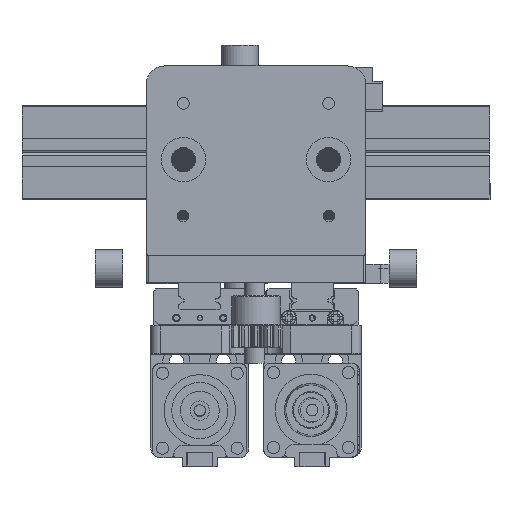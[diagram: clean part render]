
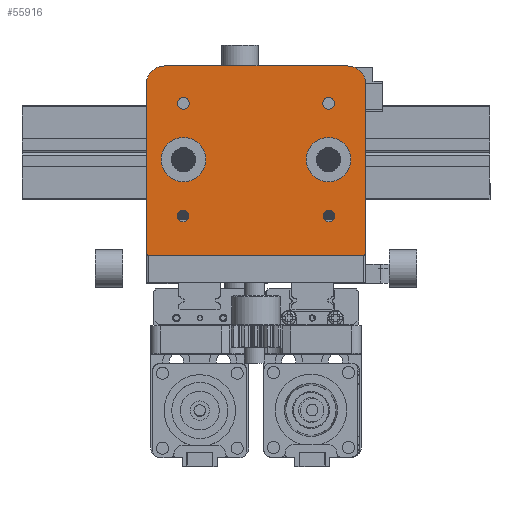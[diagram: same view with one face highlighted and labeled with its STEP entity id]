
A CAD part, top view. The second image highlights one B-rep face of the part: STEP entity #55916.
In plain terms, the highlighted planar face has unit normal (0, 0, 1).
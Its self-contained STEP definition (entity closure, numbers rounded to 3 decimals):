
#3302=FACE_BOUND('',#9559,.T.);
#3303=FACE_BOUND('',#9560,.T.);
#3304=FACE_BOUND('',#9561,.T.);
#3305=FACE_BOUND('',#9562,.T.);
#3306=FACE_BOUND('',#9563,.T.);
#3307=FACE_BOUND('',#9564,.T.);
#4011=PLANE('',#59467);
#6389=FACE_OUTER_BOUND('',#9558,.T.);
#9558=EDGE_LOOP('',(#42471,#42472,#42473,#42474,#42475,#42476,#42477,#42478));
#9559=EDGE_LOOP('',(#42479));
#9560=EDGE_LOOP('',(#42480));
#9561=EDGE_LOOP('',(#42481));
#9562=EDGE_LOOP('',(#42482));
#9563=EDGE_LOOP('',(#42483));
#9564=EDGE_LOOP('',(#42484));
#13459=LINE('',#83501,#19497);
#13462=LINE('',#83507,#19500);
#13463=LINE('',#83511,#19501);
#13464=LINE('',#83515,#19502);
#19497=VECTOR('',#65911,10.);
#19500=VECTOR('',#65916,10.);
#19501=VECTOR('',#65919,10.);
#19502=VECTOR('',#65922,10.);
#24550=CIRCLE('',#59464,0.5);
#24552=CIRCLE('',#59468,0.5);
#24553=CIRCLE('',#59469,4.);
#24554=CIRCLE('',#59470,4.);
#24555=CIRCLE('',#59471,4.75);
#24556=CIRCLE('',#59472,4.75);
#24557=CIRCLE('',#59473,1.25);
#24558=CIRCLE('',#59474,1.25);
#24559=CIRCLE('',#59475,1.25);
#24560=CIRCLE('',#59476,1.25);
#26841=VERTEX_POINT('',#83491);
#26842=VERTEX_POINT('',#83492);
#26845=VERTEX_POINT('',#83500);
#26847=VERTEX_POINT('',#83506);
#26848=VERTEX_POINT('',#83508);
#26849=VERTEX_POINT('',#83510);
#26850=VERTEX_POINT('',#83512);
#26851=VERTEX_POINT('',#83514);
#26852=VERTEX_POINT('',#83517);
#26853=VERTEX_POINT('',#83519);
#26854=VERTEX_POINT('',#83521);
#26855=VERTEX_POINT('',#83523);
#26856=VERTEX_POINT('',#83525);
#26857=VERTEX_POINT('',#83527);
#32714=EDGE_CURVE('',#26841,#26842,#24550,.T.);
#32718=EDGE_CURVE('',#26845,#26842,#13459,.T.);
#32721=EDGE_CURVE('',#26841,#26847,#13462,.T.);
#32722=EDGE_CURVE('',#26848,#26847,#24552,.T.);
#32723=EDGE_CURVE('',#26848,#26849,#13463,.T.);
#32724=EDGE_CURVE('',#26850,#26849,#24553,.T.);
#32725=EDGE_CURVE('',#26850,#26851,#13464,.T.);
#32726=EDGE_CURVE('',#26845,#26851,#24554,.T.);
#32727=EDGE_CURVE('',#26852,#26852,#24555,.T.);
#32728=EDGE_CURVE('',#26853,#26853,#24556,.T.);
#32729=EDGE_CURVE('',#26854,#26854,#24557,.T.);
#32730=EDGE_CURVE('',#26855,#26855,#24558,.T.);
#32731=EDGE_CURVE('',#26856,#26856,#24559,.T.);
#32732=EDGE_CURVE('',#26857,#26857,#24560,.T.);
#42471=ORIENTED_EDGE('',*,*,#32714,.F.);
#42472=ORIENTED_EDGE('',*,*,#32721,.T.);
#42473=ORIENTED_EDGE('',*,*,#32722,.F.);
#42474=ORIENTED_EDGE('',*,*,#32723,.T.);
#42475=ORIENTED_EDGE('',*,*,#32724,.F.);
#42476=ORIENTED_EDGE('',*,*,#32725,.T.);
#42477=ORIENTED_EDGE('',*,*,#32726,.F.);
#42478=ORIENTED_EDGE('',*,*,#32718,.T.);
#42479=ORIENTED_EDGE('',*,*,#32727,.T.);
#42480=ORIENTED_EDGE('',*,*,#32728,.T.);
#42481=ORIENTED_EDGE('',*,*,#32729,.T.);
#42482=ORIENTED_EDGE('',*,*,#32730,.T.);
#42483=ORIENTED_EDGE('',*,*,#32731,.T.);
#42484=ORIENTED_EDGE('',*,*,#32732,.T.);
#55916=ADVANCED_FACE('',(#6389,#3302,#3303,#3304,#3305,#3306,#3307),#4011,
 .T.);
#59464=AXIS2_PLACEMENT_3D('',#83493,#65903,#65904);
#59467=AXIS2_PLACEMENT_3D('',#83505,#65914,#65915);
#59468=AXIS2_PLACEMENT_3D('',#83509,#65917,#65918);
#59469=AXIS2_PLACEMENT_3D('',#83513,#65920,#65921);
#59470=AXIS2_PLACEMENT_3D('',#83516,#65923,#65924);
#59471=AXIS2_PLACEMENT_3D('',#83518,#65925,#65926);
#59472=AXIS2_PLACEMENT_3D('',#83520,#65927,#65928);
#59473=AXIS2_PLACEMENT_3D('',#83522,#65929,#65930);
#59474=AXIS2_PLACEMENT_3D('',#83524,#65931,#65932);
#59475=AXIS2_PLACEMENT_3D('',#83526,#65933,#65934);
#59476=AXIS2_PLACEMENT_3D('',#83528,#65935,#65936);
#65903=DIRECTION('center_axis',(0.,0.,-1.));
#65904=DIRECTION('ref_axis',(-0.707,-0.707,0.));
#65911=DIRECTION('',(0.,-1.,0.));
#65914=DIRECTION('center_axis',(0.,0.,1.));
#65915=DIRECTION('ref_axis',(1.,0.,0.));
#65916=DIRECTION('',(1.,0.,0.));
#65917=DIRECTION('center_axis',(0.,0.,-1.));
#65918=DIRECTION('ref_axis',(0.707,-0.707,0.));
#65919=DIRECTION('',(0.,1.,0.));
#65920=DIRECTION('center_axis',(0.,0.,-1.));
#65921=DIRECTION('ref_axis',(0.707,0.707,0.));
#65922=DIRECTION('',(-1.,0.,0.));
#65923=DIRECTION('center_axis',(0.,0.,-1.));
#65924=DIRECTION('ref_axis',(-0.707,0.707,0.));
#65925=DIRECTION('center_axis',(0.,0.,-1.));
#65926=DIRECTION('ref_axis',(-1.,0.,0.));
#65927=DIRECTION('center_axis',(0.,0.,-1.));
#65928=DIRECTION('ref_axis',(-1.,0.,0.));
#65929=DIRECTION('center_axis',(0.,0.,-1.));
#65930=DIRECTION('ref_axis',(-1.,0.,0.));
#65931=DIRECTION('center_axis',(0.,0.,-1.));
#65932=DIRECTION('ref_axis',(-1.,0.,0.));
#65933=DIRECTION('center_axis',(0.,0.,-1.));
#65934=DIRECTION('ref_axis',(-1.,0.,0.));
#65935=DIRECTION('center_axis',(0.,0.,-1.));
#65936=DIRECTION('ref_axis',(-1.,0.,0.));
#83491=CARTESIAN_POINT('',(-22.988,5.87,59.62));
#83492=CARTESIAN_POINT('',(-23.488,6.37,59.62));
#83493=CARTESIAN_POINT('Origin',(-22.988,6.37,59.62));
#83500=CARTESIAN_POINT('',(-23.488,42.31,59.62));
#83501=CARTESIAN_POINT('',(-23.488,46.31,59.62));
#83505=CARTESIAN_POINT('Origin',(0.006,26.09,59.62));
#83506=CARTESIAN_POINT('',(23.,5.87,59.62));
#83507=CARTESIAN_POINT('',(-23.488,5.87,59.62));
#83508=CARTESIAN_POINT('',(23.5,6.37,59.62));
#83509=CARTESIAN_POINT('Origin',(23.,6.37,59.62));
#83510=CARTESIAN_POINT('',(23.5,42.31,59.62));
#83511=CARTESIAN_POINT('',(23.5,5.87,59.62));
#83512=CARTESIAN_POINT('',(19.5,46.31,59.62));
#83513=CARTESIAN_POINT('Origin',(19.5,42.31,59.62));
#83514=CARTESIAN_POINT('',(-19.488,46.31,59.62));
#83515=CARTESIAN_POINT('',(23.5,46.31,59.62));
#83516=CARTESIAN_POINT('Origin',(-19.488,42.31,59.62));
#83517=CARTESIAN_POINT('',(-10.738,26.298,59.62));
#83518=CARTESIAN_POINT('Origin',(-15.488,26.298,59.62));
#83519=CARTESIAN_POINT('',(20.25,26.298,59.62));
#83520=CARTESIAN_POINT('Origin',(15.5,26.298,59.62));
#83521=CARTESIAN_POINT('',(-14.344,14.228,59.62));
#83522=CARTESIAN_POINT('Origin',(-15.594,14.228,59.62));
#83523=CARTESIAN_POINT('',(16.75,38.298,59.62));
#83524=CARTESIAN_POINT('Origin',(15.5,38.298,59.62));
#83525=CARTESIAN_POINT('',(-14.238,38.298,59.62));
#83526=CARTESIAN_POINT('Origin',(-15.488,38.298,59.62));
#83527=CARTESIAN_POINT('',(16.857,14.228,59.62));
#83528=CARTESIAN_POINT('Origin',(15.607,14.228,59.62));
